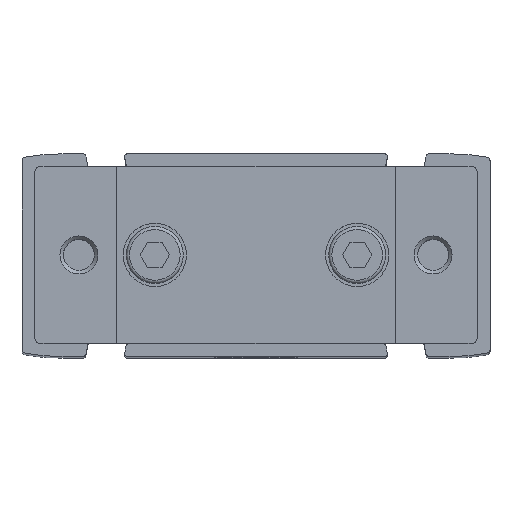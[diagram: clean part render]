
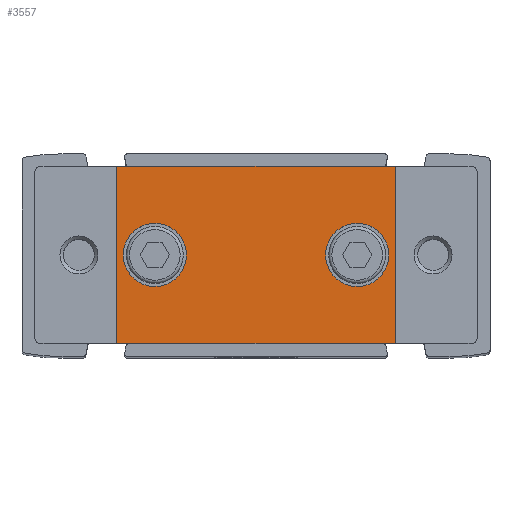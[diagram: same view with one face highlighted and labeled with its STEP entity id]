
A CAD part, top view. The second image highlights one B-rep face of the part: STEP entity #3557.
In plain terms, the highlighted planar face has unit normal (0, 0, 1).
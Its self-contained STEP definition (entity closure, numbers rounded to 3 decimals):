
#231=LINE('',#6408,#439);
#235=LINE('',#6417,#443);
#237=LINE('',#6423,#445);
#238=LINE('',#6424,#446);
#439=VECTOR('',#5314,1000.);
#443=VECTOR('',#5320,1000.);
#445=VECTOR('',#5326,1000.);
#446=VECTOR('',#5327,1000.);
#578=PLANE('',#4441);
#1203=ORIENTED_EDGE('',*,*,#1826,.F.);
#1204=ORIENTED_EDGE('',*,*,#1856,.F.);
#1205=ORIENTED_EDGE('',*,*,#1850,.T.);
#1206=ORIENTED_EDGE('',*,*,#1857,.T.);
#1207=ORIENTED_EDGE('',*,*,#1854,.T.);
#1208=ORIENTED_EDGE('',*,*,#1858,.T.);
#1826=EDGE_CURVE('',#2225,#2225,#2512,.T.);
#1850=EDGE_CURVE('',#2244,#2243,#231,.T.);
#1854=EDGE_CURVE('',#2248,#2247,#235,.T.);
#1856=EDGE_CURVE('',#2249,#2249,#2516,.T.);
#1857=EDGE_CURVE('',#2243,#2248,#237,.T.);
#1858=EDGE_CURVE('',#2247,#2244,#238,.T.);
#2225=VERTEX_POINT('',#6354);
#2243=VERTEX_POINT('',#6407);
#2244=VERTEX_POINT('',#6409);
#2247=VERTEX_POINT('',#6416);
#2248=VERTEX_POINT('',#6418);
#2249=VERTEX_POINT('',#6422);
#2512=CIRCLE('',#4424,2.5);
#2516=CIRCLE('',#4442,2.5);
#2796=EDGE_LOOP('',(#1203));
#2797=EDGE_LOOP('',(#1204));
#2798=EDGE_LOOP('',(#1205,#1206,#1207,#1208));
#3168=FACE_BOUND('',#2796,.T.);
#3169=FACE_BOUND('',#2797,.T.);
#3170=FACE_BOUND('',#2798,.T.);
#3557=ADVANCED_FACE('',(#3168,#3169,#3170),#578,.T.);
#4424=AXIS2_PLACEMENT_3D('',#6353,#5262,#5263);
#4441=AXIS2_PLACEMENT_3D('',#6420,#5322,#5323);
#4442=AXIS2_PLACEMENT_3D('',#6421,#5324,#5325);
#5262=DIRECTION('',(0.,0.,1.));
#5263=DIRECTION('',(1.,0.,0.));
#5314=DIRECTION('',(-1.,0.,0.));
#5320=DIRECTION('',(1.,0.,0.));
#5322=DIRECTION('',(0.,0.,1.));
#5323=DIRECTION('',(1.,0.,0.));
#5324=DIRECTION('',(0.,0.,1.));
#5325=DIRECTION('',(1.,0.,0.));
#5326=DIRECTION('',(0.,-1.,0.));
#5327=DIRECTION('',(0.,1.,0.));
#6353=CARTESIAN_POINT('',(0.,8.,5.4));
#6354=CARTESIAN_POINT('',(2.5,8.,5.4));
#6407=CARTESIAN_POINT('',(-7.,11.,5.4));
#6408=CARTESIAN_POINT('',(7.,11.,5.4));
#6409=CARTESIAN_POINT('',(7.,11.,5.4));
#6416=CARTESIAN_POINT('',(7.,-11.,5.4));
#6417=CARTESIAN_POINT('',(-7.,-11.,5.4));
#6418=CARTESIAN_POINT('',(-7.,-11.,5.4));
#6420=CARTESIAN_POINT('',(0.,0.,5.4));
#6421=CARTESIAN_POINT('',(0.,-8.,5.4));
#6422=CARTESIAN_POINT('',(2.5,-8.,5.4));
#6423=CARTESIAN_POINT('',(-7.,11.,5.4));
#6424=CARTESIAN_POINT('',(7.,-11.,5.4));
